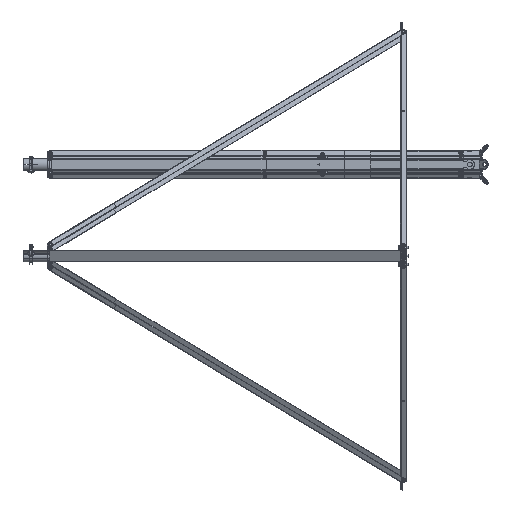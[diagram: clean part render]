
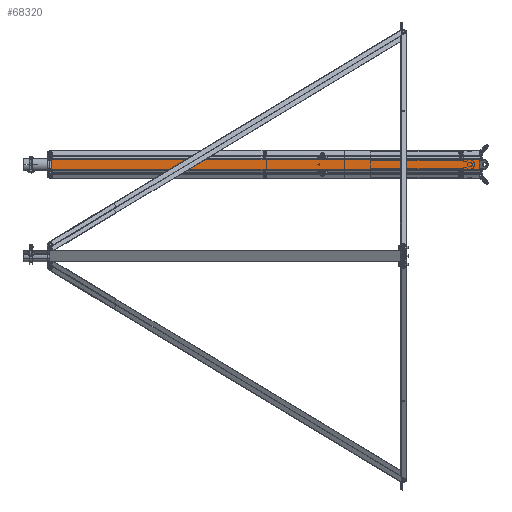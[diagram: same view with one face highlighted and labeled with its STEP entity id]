
A CAD part, left-side view. The second image highlights one B-rep face of the part: STEP entity #68320.
In plain terms, the highlighted face is planar.
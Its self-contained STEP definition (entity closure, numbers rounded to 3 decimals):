
#57620=CARTESIAN_POINT('',(34.004,21.65,-6.55));
#57630=VERTEX_POINT('',#57620);
#57660=CARTESIAN_POINT('',(28.59,21.65,-6.55));
#57670=DIRECTION('',(-1.,0.,0.));
#57680=VECTOR('',#57670,1.);
#57690=LINE('',#57660,#57680);
#57700=CARTESIAN_POINT('',(33.59,21.65,-6.55));
#57710=VERTEX_POINT('',#57700);
#57720=EDGE_CURVE('',#57630,#57710,#57690,.T.);
#58520=CARTESIAN_POINT('',(34.004,21.65,-33.45));
#58530=VERTEX_POINT('',#58520);
#58560=CARTESIAN_POINT('',(34.004,21.65,-20.));
#58570=DIRECTION('',(0.,0.,-1.));
#58580=VECTOR('',#58570,1.);
#58590=LINE('',#58560,#58580);
#58600=EDGE_CURVE('',#57630,#58530,#58590,.T.);
#58770=CARTESIAN_POINT('',(1626.162,21.65,
-1.25));
#58780=VERTEX_POINT('',#58770);
#58960=CARTESIAN_POINT('',(33.59,21.65,-1.25));
#58970=VERTEX_POINT('',#58960);
#59000=CARTESIAN_POINT('',(-363.81,21.65,-1.25));
#59010=DIRECTION('',(1.,0.,0.));
#59020=VECTOR('',#59010,1.);
#59030=LINE('',#59000,#59020);
#59040=EDGE_CURVE('',#58970,#58780,#59030,.T.);
#61800=CARTESIAN_POINT('',(33.59,21.65,-20.));
#61810=DIRECTION('',(0.,0.,-1.));
#61820=VECTOR('',#61810,1.);
#61830=LINE('',#61800,#61820);
#61840=EDGE_CURVE('',#58970,#57710,#61830,.T.);
#62360=CARTESIAN_POINT('',(1626.162,21.65,
-38.75));
#62370=VERTEX_POINT('',#62360);
#62970=CARTESIAN_POINT('',(1626.162,21.65,
-20.));
#62980=DIRECTION('',(0.,0.,1.));
#62990=VECTOR('',#62980,1.);
#63000=LINE('',#62970,#62990);
#63010=EDGE_CURVE('',#62370,#58780,#63000,.T.);
#63160=CARTESIAN_POINT('',(33.59,21.65,-38.75));
#63170=VERTEX_POINT('',#63160);
#63290=CARTESIAN_POINT('',(902.062,21.65,
-38.75));
#63300=DIRECTION('',(-1.,0.,0.));
#63310=VECTOR('',#63300,1.);
#63320=LINE('',#63290,#63310);
#63330=EDGE_CURVE('',#62370,#63170,#63320,.T.);
#64090=CARTESIAN_POINT('',(28.59,21.65,-33.45));
#64100=DIRECTION('',(-1.,0.,0.));
#64110=VECTOR('',#64100,1.);
#64120=LINE('',#64090,#64110);
#64130=CARTESIAN_POINT('',(33.59,21.65,-33.45));
#64140=VERTEX_POINT('',#64130);
#64150=EDGE_CURVE('',#58530,#64140,#64120,.T.);
#67790=EDGE_CURVE('',#64140,#63170,#61830,.T.);
#68170=CARTESIAN_POINT('',(1631.162,21.65,
-41.75));
#68180=DIRECTION('',(0.,1.,0.));
#68190=DIRECTION('',(0.,0.,-1.));
#68200=AXIS2_PLACEMENT_3D('',#68170,#68180,#68190);
#68210=PLANE('',#68200);
#68220=ORIENTED_EDGE('',*,*,#61840,.F.);
#68230=ORIENTED_EDGE('',*,*,#57720,.T.);
#68240=ORIENTED_EDGE('',*,*,#58600,.F.);
#68250=ORIENTED_EDGE('',*,*,#64150,.F.);
#68260=ORIENTED_EDGE('',*,*,#67790,.F.);
#68270=ORIENTED_EDGE('',*,*,#63330,.T.);
#68280=ORIENTED_EDGE('',*,*,#63010,.F.);
#68290=ORIENTED_EDGE('',*,*,#59040,.T.);
#68300=EDGE_LOOP('',(#68290,#68280,#68270,#68260,#68250,#68240,#68230,
#68220));
#68310=FACE_OUTER_BOUND('',#68300,.T.);
#68320=ADVANCED_FACE('',(#68310),#68210,.T.);
